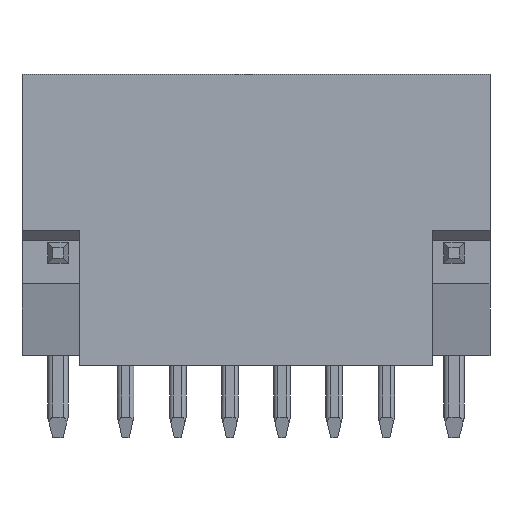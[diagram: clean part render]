
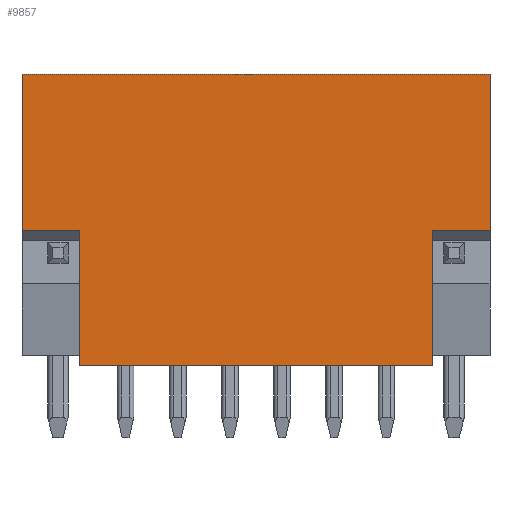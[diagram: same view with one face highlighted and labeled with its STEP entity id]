
A CAD part, left-side view. The second image highlights one B-rep face of the part: STEP entity #9857.
In plain terms, the highlighted planar face has unit normal (-1, 0, 0).
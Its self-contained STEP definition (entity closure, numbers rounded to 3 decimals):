
#576=DIRECTION('',(0.,0.,-1.));
#577=VECTOR('',#576,7.6);
#578=CARTESIAN_POINT('',(-5.25,-17.75,7.1));
#579=LINE('',#578,#577);
#620=DIRECTION('',(0.,0.,1.));
#621=VECTOR('',#620,6.6);
#622=CARTESIAN_POINT('',(-5.25,-14.95,-7.1));
#623=LINE('',#622,#621);
#812=DIRECTION('',(0.,-1.,0.));
#813=VECTOR('',#812,2.8);
#814=CARTESIAN_POINT('',(-5.25,-14.95,-0.5));
#815=LINE('',#814,#813);
#816=DIRECTION('',(0.,-1.,0.));
#817=VECTOR('',#816,2.8);
#818=CARTESIAN_POINT('',(-5.25,5.05,-0.5));
#819=LINE('',#818,#817);
#1012=DIRECTION('',(0.,-1.,0.));
#1013=VECTOR('',#1012,17.2);
#1014=CARTESIAN_POINT('',(-5.25,2.25,-7.1));
#1015=LINE('',#1014,#1013);
#5568=DIRECTION('',(0.,1.,0.));
#5569=VECTOR('',#5568,22.8);
#5570=CARTESIAN_POINT('',(-5.25,-17.75,7.1));
#5571=LINE('',#5570,#5569);
#5865=DIRECTION('',(0.,0.,1.));
#5866=VECTOR('',#5865,7.6);
#5867=CARTESIAN_POINT('',(-5.25,5.05,-0.5));
#5868=LINE('',#5867,#5866);
#5881=DIRECTION('',(0.,0.,-1.));
#5882=VECTOR('',#5881,6.6);
#5883=CARTESIAN_POINT('',(-5.25,2.25,-0.5));
#5884=LINE('',#5883,#5882);
#7137=CARTESIAN_POINT('',(-5.25,-17.75,7.1));
#7138=CARTESIAN_POINT('',(-5.25,5.05,7.1));
#7139=VERTEX_POINT('',#7137);
#7140=VERTEX_POINT('',#7138);
#7201=CARTESIAN_POINT('',(-5.25,2.25,-7.1));
#7202=CARTESIAN_POINT('',(-5.25,-14.95,-7.1));
#7203=VERTEX_POINT('',#7201);
#7204=VERTEX_POINT('',#7202);
#7237=CARTESIAN_POINT('',(-5.25,-17.75,-0.5));
#7239=VERTEX_POINT('',#7237);
#7243=CARTESIAN_POINT('',(-5.25,-14.95,-0.5));
#7244=VERTEX_POINT('',#7243);
#7249=CARTESIAN_POINT('',(-5.25,5.05,-0.5));
#7250=VERTEX_POINT('',#7249);
#7251=CARTESIAN_POINT('',(-5.25,2.25,-0.5));
#7252=VERTEX_POINT('',#7251);
#9837=CARTESIAN_POINT('',(-5.25,-13.97,-7.1));
#9838=DIRECTION('',(-1.,0.,0.));
#9839=DIRECTION('',(0.,0.,1.));
#9840=AXIS2_PLACEMENT_3D('',#9837,#9838,#9839);
#9841=PLANE('',#9840);
#9842=ORIENTED_EDGE('',*,*,#9832,.F.);
#9843=ORIENTED_EDGE('',*,*,#9520,.F.);
#9845=ORIENTED_EDGE('',*,*,#9844,.F.);
#9847=ORIENTED_EDGE('',*,*,#9846,.F.);
#9849=ORIENTED_EDGE('',*,*,#9848,.F.);
#9851=ORIENTED_EDGE('',*,*,#9850,.T.);
#9853=ORIENTED_EDGE('',*,*,#9852,.F.);
#9854=ORIENTED_EDGE('',*,*,#9475,.T.);
#9855=EDGE_LOOP('',(#9842,#9843,#9845,#9847,#9849,#9851,#9853,#9854));
#9856=FACE_OUTER_BOUND('',#9855,.F.);
#9857=ADVANCED_FACE('',(#9856),#9841,.T.);
#9475=EDGE_CURVE('',#7139,#7239,#579,.T.);
#9520=EDGE_CURVE('',#7204,#7244,#623,.T.);
#9832=EDGE_CURVE('',#7244,#7239,#815,.T.);
#9844=EDGE_CURVE('',#7203,#7204,#1015,.T.);
#9846=EDGE_CURVE('',#7252,#7203,#5884,.T.);
#9848=EDGE_CURVE('',#7250,#7252,#819,.T.);
#9850=EDGE_CURVE('',#7250,#7140,#5868,.T.);
#9852=EDGE_CURVE('',#7139,#7140,#5571,.T.);
